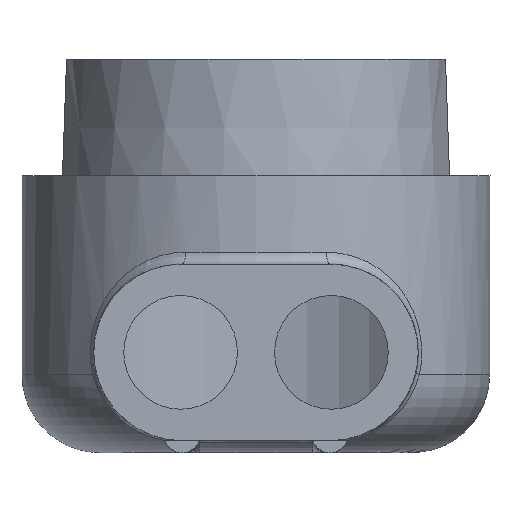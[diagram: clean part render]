
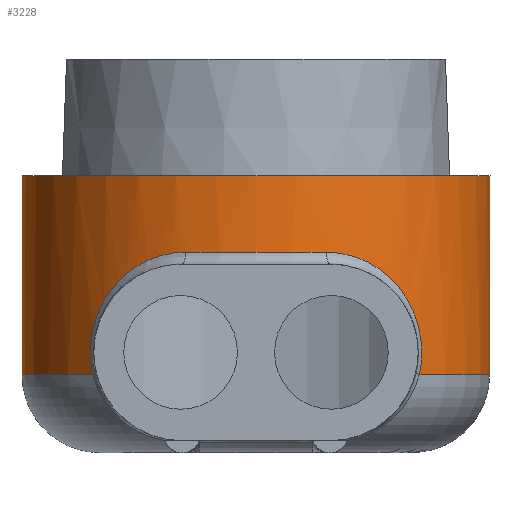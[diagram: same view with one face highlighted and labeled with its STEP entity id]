
A CAD part, front view. The second image highlights one B-rep face of the part: STEP entity #3228.
In plain terms, the highlighted cylindrical face has radius 4.966 mm (diameter 9.931 mm), a full revolution.
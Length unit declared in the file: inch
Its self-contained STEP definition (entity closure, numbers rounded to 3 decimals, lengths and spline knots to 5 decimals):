
#34=B_SPLINE_CURVE_WITH_KNOTS('',3,(#5131,#5132,#5133,#5134,#5135,#5136,
#5137,#5138,#5139,#5140,#5141,#5142,#5143,#5144,#5145,#5146,#5147,#5148,
#5149,#5150,#5151,#5152,#5153,#5154,#5155,#5156,#5157,#5158,#5159,#5160,
#5161,#5162,#5163,#5164,#5165,#5166,#5167,#5168,#5169,#5170,#5171,#5172,
#5173,#5174,#5175,#5176),.UNSPECIFIED.,.F.,.F.,(4,3,3,3,3,3,3,3,3,3,3,3,
3,3,3,4),(0.,0.0005,0.00051,0.001,
0.00102,0.00166,0.00199,0.00202,
0.00224,0.00249,0.00252,0.00299,
0.00301,0.00349,0.00385,0.00398),
 .UNSPECIFIED.);
#35=B_SPLINE_CURVE_WITH_KNOTS('',3,(#5179,#5180,#5181,#5182,#5183,#5184,
#5185,#5186,#5187,#5188,#5189,#5190,#5191,#5192,#5193,#5194),
 .UNSPECIFIED.,.F.,.F.,(4,2,2,2,2,2,2,4),(0.,0.0005,
0.00099,0.00198,0.00248,0.00297,
0.00347,0.00396),.UNSPECIFIED.);
#114=CYLINDRICAL_SURFACE('',#3487,0.1955);
#192=CIRCLE('',#3488,0.1955);
#193=CIRCLE('',#3489,0.1955);
#194=CIRCLE('',#3490,0.1955);
#195=CIRCLE('',#3491,0.1955);
#320=FACE_OUTER_BOUND('',#504,.T.);
#504=EDGE_LOOP('',(#2532,#2533,#2534,#2535,#2536,#2537,#2538,#2539));
#780=LINE('',#5126,#1115);
#1115=VECTOR('',#4092,0.1955);
#1438=VERTEX_POINT('',#5122);
#1439=VERTEX_POINT('',#5123);
#1440=VERTEX_POINT('',#5125);
#1441=VERTEX_POINT('',#5128);
#1442=VERTEX_POINT('',#5130);
#1443=VERTEX_POINT('',#5177);
#1827=EDGE_CURVE('',#1438,#1439,#192,.T.);
#1828=EDGE_CURVE('',#1439,#1440,#780,.T.);
#1829=EDGE_CURVE('',#1440,#1440,#193,.T.);
#1830=EDGE_CURVE('',#1439,#1441,#194,.T.);
#1831=EDGE_CURVE('',#1441,#1442,#34,.T.);
#1832=EDGE_CURVE('',#1442,#1443,#195,.T.);
#1833=EDGE_CURVE('',#1443,#1438,#35,.T.);
#2532=ORIENTED_EDGE('',*,*,#1827,.T.);
#2533=ORIENTED_EDGE('',*,*,#1828,.T.);
#2534=ORIENTED_EDGE('',*,*,#1829,.F.);
#2535=ORIENTED_EDGE('',*,*,#1828,.F.);
#2536=ORIENTED_EDGE('',*,*,#1830,.T.);
#2537=ORIENTED_EDGE('',*,*,#1831,.T.);
#2538=ORIENTED_EDGE('',*,*,#1832,.T.);
#2539=ORIENTED_EDGE('',*,*,#1833,.T.);
#3228=ADVANCED_FACE('',(#320),#114,.T.);
#3487=AXIS2_PLACEMENT_3D('',#5121,#4088,#4089);
#3488=AXIS2_PLACEMENT_3D('',#5124,#4090,#4091);
#3489=AXIS2_PLACEMENT_3D('',#5127,#4093,#4094);
#3490=AXIS2_PLACEMENT_3D('',#5129,#4095,#4096);
#3491=AXIS2_PLACEMENT_3D('',#5178,#4097,#4098);
#4088=DIRECTION('center_axis',(0.,0.,
-1.));
#4089=DIRECTION('ref_axis',(1.,0.,0.));
#4090=DIRECTION('center_axis',(0.,0.,
1.));
#4091=DIRECTION('ref_axis',(-1.,0.,0.));
#4092=DIRECTION('',(0.,0.,1.));
#4093=DIRECTION('center_axis',(0.,0.,
1.));
#4094=DIRECTION('ref_axis',(-1.,0.,0.));
#4095=DIRECTION('center_axis',(0.,0.,
1.));
#4096=DIRECTION('ref_axis',(-1.,0.,0.));
#4097=DIRECTION('center_axis',(0.,0.,
1.));
#4098=DIRECTION('ref_axis',(-1.,0.,0.));
#5121=CARTESIAN_POINT('Origin',(0.,0.,0.2315));
#5122=CARTESIAN_POINT('',(0.1364,-0.14006,0.065));
#5123=CARTESIAN_POINT('',(-0.1955,0.,0.065));
#5124=CARTESIAN_POINT('Origin',(0.,0.,0.065));
#5125=CARTESIAN_POINT('',(-0.1955,0.,0.2315));
#5126=CARTESIAN_POINT('',(-0.1955,0.,0.2315));
#5127=CARTESIAN_POINT('Origin',(0.,0.,0.2315));
#5128=CARTESIAN_POINT('',(-0.1364,-0.14006,0.065));
#5129=CARTESIAN_POINT('Origin',(0.,0.,0.065));
#5130=CARTESIAN_POINT('',(-0.05875,-0.18647,0.1675));
#5131=CARTESIAN_POINT('Ctrl Pts',(-0.1364,-0.14006,
0.065));
#5132=CARTESIAN_POINT('Ctrl Pts',(-0.13778,-0.13871,
0.07133));
#5133=CARTESIAN_POINT('Ctrl Pts',(-0.13847,-0.13801,
0.07779));
#5134=CARTESIAN_POINT('Ctrl Pts',(-0.13842,-0.13806,
0.0844));
#5135=CARTESIAN_POINT('Ctrl Pts',(-0.13842,-0.13806,
0.08455));
#5136=CARTESIAN_POINT('Ctrl Pts',(-0.13841,-0.13806,
0.08471));
#5137=CARTESIAN_POINT('Ctrl Pts',(-0.13841,-0.13807,
0.08486));
#5138=CARTESIAN_POINT('Ctrl Pts',(-0.13833,-0.13815,
0.09132));
#5139=CARTESIAN_POINT('Ctrl Pts',(-0.13755,-0.13894,
0.09763));
#5140=CARTESIAN_POINT('Ctrl Pts',(-0.13612,-0.14033,
0.10375));
#5141=CARTESIAN_POINT('Ctrl Pts',(-0.13605,-0.1404,
0.10404));
#5142=CARTESIAN_POINT('Ctrl Pts',(-0.13598,-0.14046,
0.10432));
#5143=CARTESIAN_POINT('Ctrl Pts',(-0.13591,-0.14053,
0.10461));
#5144=CARTESIAN_POINT('Ctrl Pts',(-0.13394,-0.14244,
0.11267));
#5145=CARTESIAN_POINT('Ctrl Pts',(-0.1309,-0.14529,
0.12014));
#5146=CARTESIAN_POINT('Ctrl Pts',(-0.12703,-0.1486,
0.1269));
#5147=CARTESIAN_POINT('Ctrl Pts',(-0.12505,-0.1503,
0.13037));
#5148=CARTESIAN_POINT('Ctrl Pts',(-0.12284,-0.15212,
0.13366));
#5149=CARTESIAN_POINT('Ctrl Pts',(-0.12045,-0.15399,
0.13674));
#5150=CARTESIAN_POINT('Ctrl Pts',(-0.12021,-0.15417,
0.13703));
#5151=CARTESIAN_POINT('Ctrl Pts',(-0.11998,-0.15435,
0.13733));
#5152=CARTESIAN_POINT('Ctrl Pts',(-0.11975,-0.15453,
0.13762));
#5153=CARTESIAN_POINT('Ctrl Pts',(-0.11815,-0.15577,
0.13962));
#5154=CARTESIAN_POINT('Ctrl Pts',(-0.11647,-0.15703,
0.14153));
#5155=CARTESIAN_POINT('Ctrl Pts',(-0.11471,-0.15831,
0.14336));
#5156=CARTESIAN_POINT('Ctrl Pts',(-0.11269,-0.15977,0.14545));
#5157=CARTESIAN_POINT('Ctrl Pts',(-0.11057,-0.16125,
0.14744));
#5158=CARTESIAN_POINT('Ctrl Pts',(-0.10832,-0.16275,
0.14931));
#5159=CARTESIAN_POINT('Ctrl Pts',(-0.10806,-0.16292,
0.14953));
#5160=CARTESIAN_POINT('Ctrl Pts',(-0.1078,-0.1631,
0.14975));
#5161=CARTESIAN_POINT('Ctrl Pts',(-0.10753,-0.16327,
0.14996));
#5162=CARTESIAN_POINT('Ctrl Pts',(-0.10325,-0.16609,
0.15345));
#5163=CARTESIAN_POINT('Ctrl Pts',(-0.09864,-0.16888,
0.15647));
#5164=CARTESIAN_POINT('Ctrl Pts',(-0.09374,-0.17156,
0.15899));
#5165=CARTESIAN_POINT('Ctrl Pts',(-0.09351,-0.17169,
0.15911));
#5166=CARTESIAN_POINT('Ctrl Pts',(-0.09327,-0.17181,
0.15923));
#5167=CARTESIAN_POINT('Ctrl Pts',(-0.09304,-0.17194,
0.15934));
#5168=CARTESIAN_POINT('Ctrl Pts',(-0.08804,-0.17464,
0.16185));
#5169=CARTESIAN_POINT('Ctrl Pts',(-0.08268,-0.17725,
0.16386));
#5170=CARTESIAN_POINT('Ctrl Pts',(-0.07704,-0.17967,
0.16525));
#5171=CARTESIAN_POINT('Ctrl Pts',(-0.07273,-0.18151,
0.16632));
#5172=CARTESIAN_POINT('Ctrl Pts',(-0.06832,-0.18323,
0.16703));
#5173=CARTESIAN_POINT('Ctrl Pts',(-0.06379,-0.1848,
0.16733));
#5174=CARTESIAN_POINT('Ctrl Pts',(-0.06213,-0.18537,
0.16744));
#5175=CARTESIAN_POINT('Ctrl Pts',(-0.06044,-0.18593,
0.1675));
#5176=CARTESIAN_POINT('Ctrl Pts',(-0.05875,-0.18647,
0.1675));
#5177=CARTESIAN_POINT('',(0.05875,-0.18647,0.1675));
#5178=CARTESIAN_POINT('Origin',(0.,0.,0.1675));
#5179=CARTESIAN_POINT('Ctrl Pts',(0.05875,-0.18647,
0.1675));
#5180=CARTESIAN_POINT('Ctrl Pts',(0.06506,-0.18448,
0.1675));
#5181=CARTESIAN_POINT('Ctrl Pts',(0.07112,-0.18222,
0.16672));
#5182=CARTESIAN_POINT('Ctrl Pts',(0.0828,-0.17722,
0.16384));
#5183=CARTESIAN_POINT('Ctrl Pts',(0.08846,-0.17444,
0.1617));
#5184=CARTESIAN_POINT('Ctrl Pts',(0.10415,-0.16588,
0.15365));
#5185=CARTESIAN_POINT('Ctrl Pts',(0.11323,-0.15964,
0.14602));
#5186=CARTESIAN_POINT('Ctrl Pts',(0.12403,-0.15119,
0.13213));
#5187=CARTESIAN_POINT('Ctrl Pts',(0.12723,-0.14848,
0.127));
#5188=CARTESIAN_POINT('Ctrl Pts',(0.13253,-0.14377,
0.11595));
#5189=CARTESIAN_POINT('Ctrl Pts',(0.13463,-0.14178,0.11009));
#5190=CARTESIAN_POINT('Ctrl Pts',(0.13758,-0.13891,
0.09751));
#5191=CARTESIAN_POINT('Ctrl Pts',(0.13836,-0.13811,
0.09106));
#5192=CARTESIAN_POINT('Ctrl Pts',(0.13847,-0.13801,
0.07784));
#5193=CARTESIAN_POINT('Ctrl Pts',(0.13778,-0.13871,
0.07133));
#5194=CARTESIAN_POINT('Ctrl Pts',(0.1364,-0.14006,
0.065));
